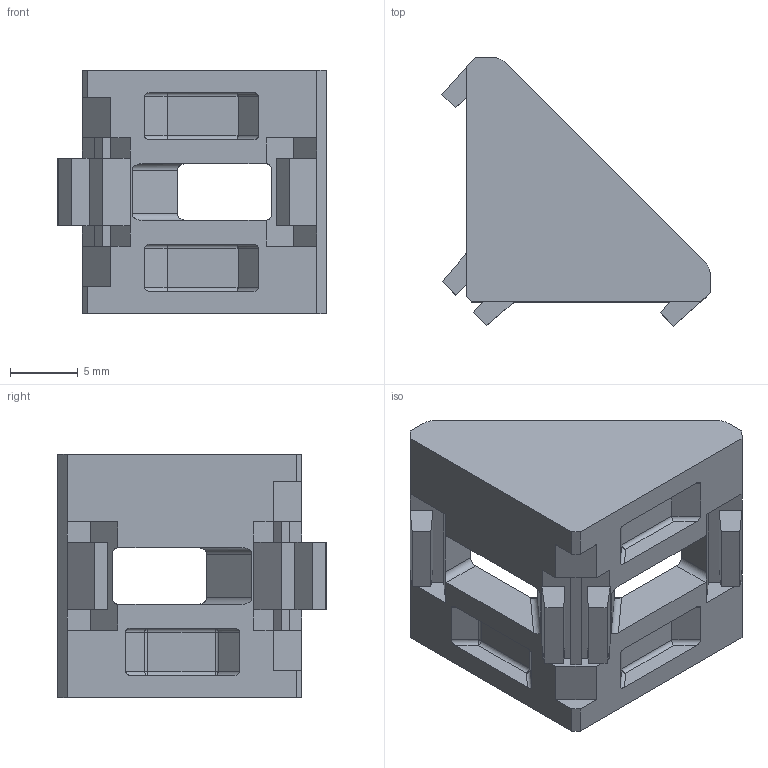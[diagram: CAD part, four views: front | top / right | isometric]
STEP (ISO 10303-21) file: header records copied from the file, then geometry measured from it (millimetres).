
FILE_DESCRIPTION(/* description */ (''),/* implementation_level */ '2;1');
FILE_NAME(/* name */ '301818.stp',/* time_stamp */ '2020-08-10T12:11:04+02:00',/* author */ ('Spacek'),/* organization */ ('Alutec K&K'),/* preprocessor_version */ 'ST-DEVELOPER v17',/* originating_system */ 'Autodesk Inventor 2018',/* authorisation */ '');
FILE_SCHEMA (('AUTOMOTIVE_DESIGN { 1 0 10303 214 3 1 1 }'));
Length unit declared in the file: millimetre
Products named in the file (1): 301818
Bounding box: 19.79 x 19.79 x 18 mm (x, y, z)
Volume: 1832.5 mm3; surface area: 2106.1 mm2
Topology: 1 solids, 1 shells, 134 faces, 358 edges, 228 vertices
Faces by surface type: plane 93, cylinder 37, sphere 4
Entity records: 4170 total; most frequent: CARTESIAN_POINT 721, ORIENTED_EDGE 716, DIRECTION 698, EDGE_CURVE 358, LINE 288, VECTOR 288, VERTEX_POINT 228, AXIS2_PLACEMENT_3D 205
